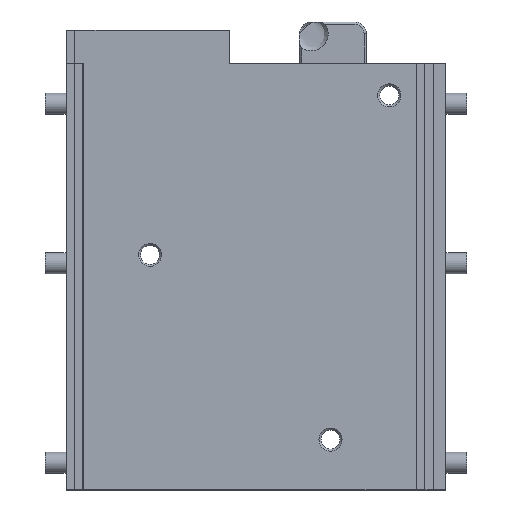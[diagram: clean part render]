
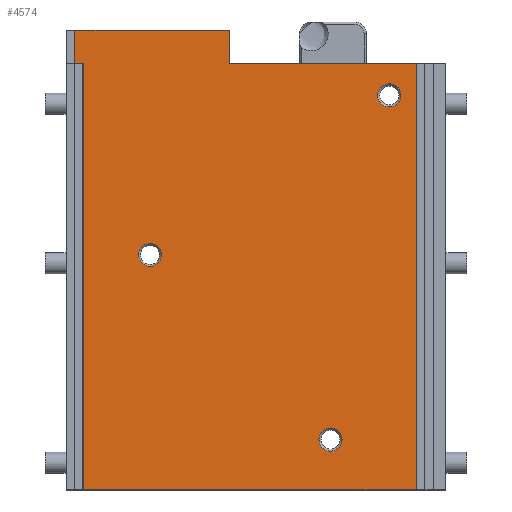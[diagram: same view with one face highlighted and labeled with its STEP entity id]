
A CAD part, top view. The second image highlights one B-rep face of the part: STEP entity #4574.
In plain terms, the highlighted planar face has unit normal (0, 0, 1).
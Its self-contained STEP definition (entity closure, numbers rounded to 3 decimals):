
#155=FACE_BOUND('',#716,.T.);
#156=FACE_BOUND('',#717,.T.);
#157=FACE_BOUND('',#718,.T.);
#246=PLANE('',#4899);
#427=FACE_OUTER_BOUND('',#715,.T.);
#715=EDGE_LOOP('',(#3511,#3512,#3513,#3514,#3515,#3516,#3517,#3518));
#716=EDGE_LOOP('',(#3519));
#717=EDGE_LOOP('',(#3520));
#718=EDGE_LOOP('',(#3521));
#1104=LINE('',#6947,#1593);
#1105=LINE('',#6949,#1594);
#1106=LINE('',#6951,#1595);
#1107=LINE('',#6953,#1596);
#1108=LINE('',#6955,#1597);
#1109=LINE('',#6957,#1598);
#1110=LINE('',#6959,#1599);
#1111=LINE('',#6960,#1600);
#1593=VECTOR('',#5578,10.);
#1594=VECTOR('',#5579,10.);
#1595=VECTOR('',#5580,10.);
#1596=VECTOR('',#5581,10.);
#1597=VECTOR('',#5582,10.);
#1598=VECTOR('',#5583,10.);
#1599=VECTOR('',#5584,10.);
#1600=VECTOR('',#5585,10.);
#1965=CIRCLE('',#4896,2.75);
#1968=CIRCLE('',#4900,2.75);
#1969=CIRCLE('',#4901,2.75);
#2193=VERTEX_POINT('',#6937);
#2196=VERTEX_POINT('',#6945);
#2197=VERTEX_POINT('',#6946);
#2198=VERTEX_POINT('',#6948);
#2199=VERTEX_POINT('',#6950);
#2200=VERTEX_POINT('',#6952);
#2201=VERTEX_POINT('',#6954);
#2202=VERTEX_POINT('',#6956);
#2203=VERTEX_POINT('',#6958);
#2204=VERTEX_POINT('',#6961);
#2205=VERTEX_POINT('',#6963);
#2670=EDGE_CURVE('',#2193,#2193,#1965,.T.);
#2674=EDGE_CURVE('',#2196,#2197,#1104,.T.);
#2675=EDGE_CURVE('',#2198,#2197,#1105,.T.);
#2676=EDGE_CURVE('',#2199,#2198,#1106,.T.);
#2677=EDGE_CURVE('',#2200,#2199,#1107,.T.);
#2678=EDGE_CURVE('',#2200,#2201,#1108,.T.);
#2679=EDGE_CURVE('',#2201,#2202,#1109,.T.);
#2680=EDGE_CURVE('',#2202,#2203,#1110,.T.);
#2681=EDGE_CURVE('',#2203,#2196,#1111,.T.);
#2682=EDGE_CURVE('',#2204,#2204,#1968,.T.);
#2683=EDGE_CURVE('',#2205,#2205,#1969,.T.);
#3511=ORIENTED_EDGE('',*,*,#2674,.T.);
#3512=ORIENTED_EDGE('',*,*,#2675,.F.);
#3513=ORIENTED_EDGE('',*,*,#2676,.F.);
#3514=ORIENTED_EDGE('',*,*,#2677,.F.);
#3515=ORIENTED_EDGE('',*,*,#2678,.T.);
#3516=ORIENTED_EDGE('',*,*,#2679,.T.);
#3517=ORIENTED_EDGE('',*,*,#2680,.T.);
#3518=ORIENTED_EDGE('',*,*,#2681,.T.);
#3519=ORIENTED_EDGE('',*,*,#2682,.F.);
#3520=ORIENTED_EDGE('',*,*,#2683,.F.);
#3521=ORIENTED_EDGE('',*,*,#2670,.F.);
#4574=ADVANCED_FACE('',(#427,#155,#156,#157),#246,.T.);
#4896=AXIS2_PLACEMENT_3D('',#6938,#5569,#5570);
#4899=AXIS2_PLACEMENT_3D('',#6944,#5576,#5577);
#4900=AXIS2_PLACEMENT_3D('',#6962,#5586,#5587);
#4901=AXIS2_PLACEMENT_3D('',#6964,#5588,#5589);
#5569=DIRECTION('center_axis',(0.,0.,1.));
#5570=DIRECTION('ref_axis',(-1.,0.,0.));
#5576=DIRECTION('center_axis',(0.,0.,1.));
#5577=DIRECTION('ref_axis',(1.,0.,0.));
#5578=DIRECTION('',(-1.,0.,0.));
#5579=DIRECTION('',(0.,1.,0.));
#5580=DIRECTION('',(-1.,0.,0.));
#5581=DIRECTION('',(0.,1.,0.));
#5582=DIRECTION('',(1.,0.,0.));
#5583=DIRECTION('',(0.,1.,0.));
#5584=DIRECTION('',(-1.,0.,0.));
#5585=DIRECTION('',(0.,1.,0.));
#5586=DIRECTION('center_axis',(0.,0.,1.));
#5587=DIRECTION('ref_axis',(-1.,0.,0.));
#5588=DIRECTION('center_axis',(0.,0.,1.));
#5589=DIRECTION('ref_axis',(-1.,0.,0.));
#6937=CARTESIAN_POINT('',(22.75,56.,7.));
#6938=CARTESIAN_POINT('Origin',(20.,56.,7.));
#6944=CARTESIAN_POINT('Origin',(43.75,50.75,7.));
#6945=CARTESIAN_POINT('',(39.,109.5,7.));
#6946=CARTESIAN_POINT('',(2.1,109.5,7.));
#6947=CARTESIAN_POINT('',(4.1,109.5,7.));
#6948=CARTESIAN_POINT('',(2.1,101.6,7.));
#6949=CARTESIAN_POINT('',(2.1,109.5,7.));
#6950=CARTESIAN_POINT('',(4.1,101.6,7.));
#6951=CARTESIAN_POINT('',(4.1,101.6,7.));
#6952=CARTESIAN_POINT('',(4.1,0.,7.));
#6953=CARTESIAN_POINT('',(4.1,101.5,7.));
#6954=CARTESIAN_POINT('',(83.4,0.,7.));
#6955=CARTESIAN_POINT('',(2.,0.,7.));
#6956=CARTESIAN_POINT('',(83.4,101.5,7.));
#6957=CARTESIAN_POINT('',(83.4,25.375,7.));
#6958=CARTESIAN_POINT('',(39.,101.5,7.));
#6959=CARTESIAN_POINT('',(85.5,101.5,7.));
#6960=CARTESIAN_POINT('',(39.,101.5,7.));
#6961=CARTESIAN_POINT('',(65.75,12.,7.));
#6962=CARTESIAN_POINT('Origin',(63.,12.,7.));
#6963=CARTESIAN_POINT('',(79.75,94.,7.));
#6964=CARTESIAN_POINT('Origin',(77.,94.,7.));
